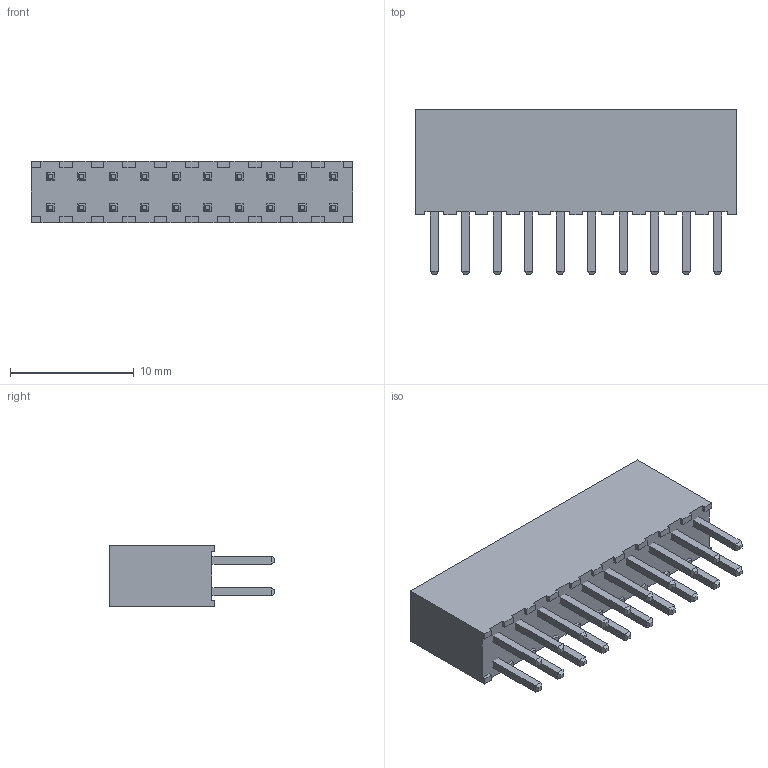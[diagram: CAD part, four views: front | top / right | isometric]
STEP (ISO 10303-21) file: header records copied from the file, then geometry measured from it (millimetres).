
FILE_DESCRIPTION(/* description */ (''),/* implementation_level */ '2;1');
FILE_NAME(/* name */ 'cn7_ipt_f80e3f31.STEP',/* time_stamp */ '2021-11-25T09:42:42-03:00',/* author */ ('Gabriel'),/* organization */ (''),/* preprocessor_version */ 'ST-DEVELOPER v18.1',/* originating_system */ 'Autodesk Inventor 2020',/* authorisation */ '');
FILE_SCHEMA (('AUTOMOTIVE_DESIGN { 1 0 10303 214 3 1 1 }'));
Length unit declared in the file: millimetre
Products named in the file (1): cn7
Bounding box: 25.91 x 13.34 x 4.95 mm (x, y, z)
Volume: 1046.1 mm3; surface area: 1912.6 mm2
Topology: 2 solids, 2 shells, 596 faces, 1516 edges, 984 vertices
Faces by surface type: plane 576, cylinder 20
Entity records: 17578 total; most frequent: CARTESIAN_POINT 3097, ORIENTED_EDGE 3032, DIRECTION 2750, EDGE_CURVE 1516, LINE 1476, VECTOR 1476, VERTEX_POINT 984, EDGE_LOOP 656
